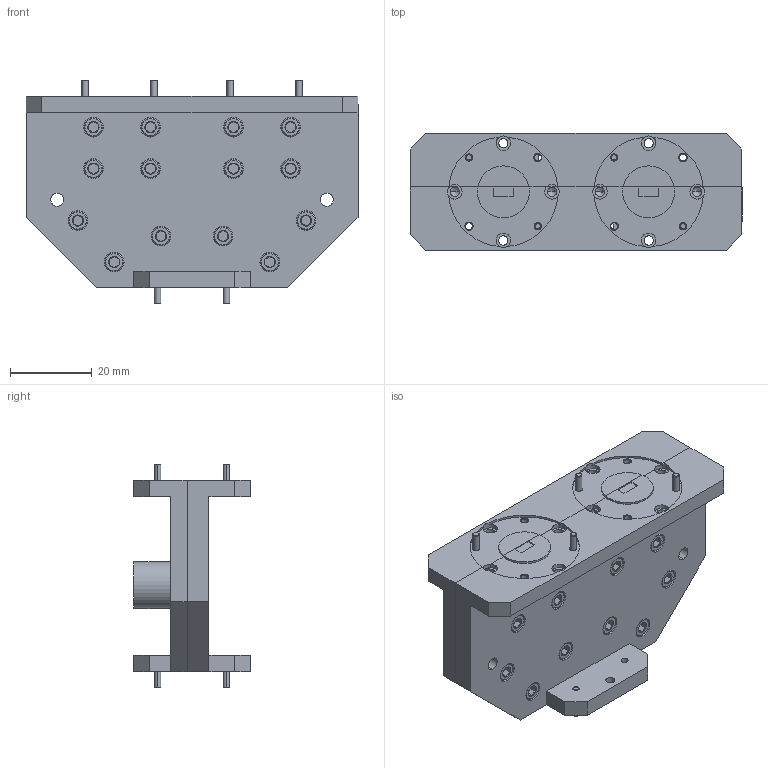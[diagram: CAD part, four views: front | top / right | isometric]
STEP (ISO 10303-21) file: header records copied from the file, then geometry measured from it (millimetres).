
FILE_DESCRIPTION (( 'STEP AP203' ), '1' );
FILE_NAME ('SWP-40360302-19-E2.STEP', '2019-07-15T16:49:36', ( '' ), ( '' ), 'SwSTEP 2.0', 'SolidWorks 2016', '' );
FILE_SCHEMA (( 'CONFIG_CONTROL_DESIGN' ));
Length unit declared in the file: inch
Products named in the file (1): SWP-40360302-19-E2
Bounding box: 81.28 x 28.57 x 54.74 mm (x, y, z)
Volume: 41044.7 mm3; surface area: 25029.3 mm2
Topology: 22 solids, 22 shells, 777 faces, 1752 edges, 1058 vertices
Faces by surface type: cylinder 278, plane 257, cone 242
Entity records: 22159 total; most frequent: CARTESIAN_POINT 4178, DIRECTION 4008, ORIENTED_EDGE 3480, EDGE_CURVE 1740, AXIS2_PLACEMENT_3D 1588, VERTEX_POINT 1058, EDGE_LOOP 928, VECTOR 832
